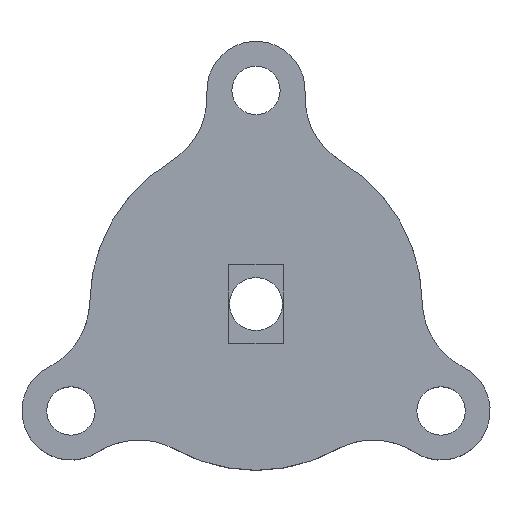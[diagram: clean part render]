
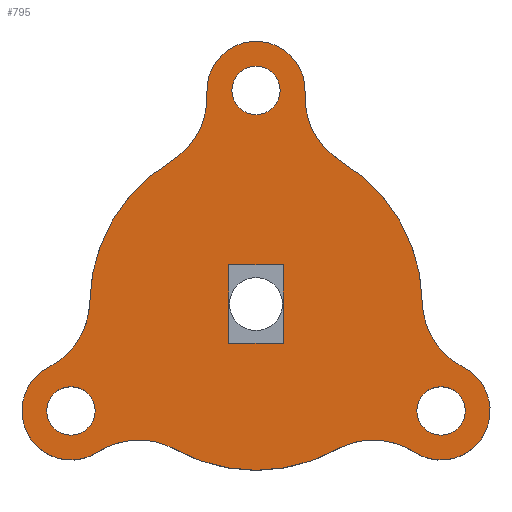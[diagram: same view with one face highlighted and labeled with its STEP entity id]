
A CAD part, top view. The second image highlights one B-rep face of the part: STEP entity #795.
In plain terms, the highlighted planar face has unit normal (0, 0, 1).
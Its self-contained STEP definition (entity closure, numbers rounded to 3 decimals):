
#33=FACE_BOUND('',#127,.T.);
#34=FACE_BOUND('',#128,.T.);
#35=FACE_BOUND('',#129,.T.);
#36=FACE_BOUND('',#130,.T.);
#44=PLANE('',#893);
#77=FACE_OUTER_BOUND('',#126,.T.);
#126=EDGE_LOOP('',(#633,#634,#635,#636,#637,#638,#639,#640,#641,#642,#643,
#644));
#127=EDGE_LOOP('',(#645));
#128=EDGE_LOOP('',(#646));
#129=EDGE_LOOP('',(#647));
#130=EDGE_LOOP('',(#648,#649,#650,#651));
#191=CIRCLE('',#840,5.);
#193=CIRCLE('',#843,5.);
#199=CIRCLE('',#851,11.);
#201=CIRCLE('',#853,11.);
#202=CIRCLE('',#854,11.);
#204=CIRCLE('',#857,5.);
#206=CIRCLE('',#860,5.);
#211=CIRCLE('',#868,3.25);
#212=CIRCLE('',#870,5.);
#214=CIRCLE('',#873,5.);
#219=CIRCLE('',#881,3.25);
#220=CIRCLE('',#883,1.6);
#221=CIRCLE('',#885,1.6);
#223=CIRCLE('',#888,1.6);
#224=CIRCLE('',#890,3.25);
#253=LINE('',#1428,#296);
#254=LINE('',#1430,#297);
#255=LINE('',#1432,#298);
#256=LINE('',#1433,#299);
#296=VECTOR('',#1058,1.);
#297=VECTOR('',#1059,1.);
#298=VECTOR('',#1060,1.);
#299=VECTOR('',#1061,1.);
#335=VERTEX_POINT('',#1259);
#336=VERTEX_POINT('',#1261);
#340=VERTEX_POINT('',#1279);
#341=VERTEX_POINT('',#1281);
#347=VERTEX_POINT('',#1307);
#348=VERTEX_POINT('',#1309);
#351=VERTEX_POINT('',#1315);
#352=VERTEX_POINT('',#1318);
#355=VERTEX_POINT('',#1325);
#357=VERTEX_POINT('',#1341);
#362=VERTEX_POINT('',#1367);
#364=VERTEX_POINT('',#1383);
#368=VERTEX_POINT('',#1408);
#369=VERTEX_POINT('',#1412);
#371=VERTEX_POINT('',#1418);
#372=VERTEX_POINT('',#1426);
#373=VERTEX_POINT('',#1427);
#374=VERTEX_POINT('',#1429);
#375=VERTEX_POINT('',#1431);
#415=EDGE_CURVE('',#335,#336,#191,.T.);
#420=EDGE_CURVE('',#340,#341,#193,.T.);
#430=EDGE_CURVE('',#347,#348,#199,.T.);
#434=EDGE_CURVE('',#351,#335,#201,.T.);
#435=EDGE_CURVE('',#341,#352,#202,.T.);
#439=EDGE_CURVE('',#355,#347,#204,.T.);
#442=EDGE_CURVE('',#352,#357,#206,.T.);
#449=EDGE_CURVE('',#355,#357,#211,.T.);
#451=EDGE_CURVE('',#362,#351,#212,.T.);
#454=EDGE_CURVE('',#348,#364,#214,.T.);
#461=EDGE_CURVE('',#362,#364,#219,.T.);
#463=EDGE_CURVE('',#368,#368,#220,.T.);
#465=EDGE_CURVE('',#369,#369,#221,.T.);
#468=EDGE_CURVE('',#371,#371,#223,.T.);
#469=EDGE_CURVE('',#340,#336,#224,.T.);
#471=EDGE_CURVE('',#372,#373,#253,.T.);
#472=EDGE_CURVE('',#374,#372,#254,.T.);
#473=EDGE_CURVE('',#375,#374,#255,.T.);
#474=EDGE_CURVE('',#373,#375,#256,.T.);
#633=ORIENTED_EDGE('',*,*,#449,.T.);
#634=ORIENTED_EDGE('',*,*,#442,.F.);
#635=ORIENTED_EDGE('',*,*,#435,.F.);
#636=ORIENTED_EDGE('',*,*,#420,.F.);
#637=ORIENTED_EDGE('',*,*,#469,.T.);
#638=ORIENTED_EDGE('',*,*,#415,.F.);
#639=ORIENTED_EDGE('',*,*,#434,.F.);
#640=ORIENTED_EDGE('',*,*,#451,.F.);
#641=ORIENTED_EDGE('',*,*,#461,.T.);
#642=ORIENTED_EDGE('',*,*,#454,.F.);
#643=ORIENTED_EDGE('',*,*,#430,.F.);
#644=ORIENTED_EDGE('',*,*,#439,.F.);
#645=ORIENTED_EDGE('',*,*,#463,.F.);
#646=ORIENTED_EDGE('',*,*,#465,.F.);
#647=ORIENTED_EDGE('',*,*,#468,.F.);
#648=ORIENTED_EDGE('',*,*,#471,.F.);
#649=ORIENTED_EDGE('',*,*,#472,.F.);
#650=ORIENTED_EDGE('',*,*,#473,.F.);
#651=ORIENTED_EDGE('',*,*,#474,.F.);
#795=ADVANCED_FACE('',(#77,#33,#34,#35,#36),#44,.T.);
#840=AXIS2_PLACEMENT_3D('',#1262,#935,#936);
#843=AXIS2_PLACEMENT_3D('',#1282,#943,#944);
#851=AXIS2_PLACEMENT_3D('',#1310,#962,#963);
#853=AXIS2_PLACEMENT_3D('',#1317,#968,#969);
#854=AXIS2_PLACEMENT_3D('',#1319,#970,#971);
#857=AXIS2_PLACEMENT_3D('',#1327,#978,#979);
#860=AXIS2_PLACEMENT_3D('',#1342,#984,#985);
#868=AXIS2_PLACEMENT_3D('',#1364,#1001,#1002);
#870=AXIS2_PLACEMENT_3D('',#1369,#1006,#1007);
#873=AXIS2_PLACEMENT_3D('',#1384,#1012,#1013);
#881=AXIS2_PLACEMENT_3D('',#1406,#1029,#1030);
#883=AXIS2_PLACEMENT_3D('',#1410,#1034,#1035);
#885=AXIS2_PLACEMENT_3D('',#1414,#1039,#1040);
#888=AXIS2_PLACEMENT_3D('',#1420,#1046,#1047);
#890=AXIS2_PLACEMENT_3D('',#1422,#1050,#1051);
#893=AXIS2_PLACEMENT_3D('',#1425,#1056,#1057);
#935=DIRECTION('center_axis',(0.,0.,1.));
#936=DIRECTION('ref_axis',(-0.848,-0.53,0.));
#943=DIRECTION('center_axis',(0.,0.,1.));
#944=DIRECTION('ref_axis',(0.035,0.999,0.));
#962=DIRECTION('center_axis',(0.,0.,-1.));
#963=DIRECTION('ref_axis',(1.,0.,0.));
#968=DIRECTION('center_axis',(0.,0.,-1.));
#969=DIRECTION('ref_axis',(1.,0.,0.));
#970=DIRECTION('center_axis',(0.,0.,-1.));
#971=DIRECTION('ref_axis',(1.,0.,0.));
#978=DIRECTION('center_axis',(0.,0.,1.));
#979=DIRECTION('ref_axis',(0.848,-0.53,0.));
#984=DIRECTION('center_axis',(0.,0.,1.));
#985=DIRECTION('ref_axis',(-0.035,0.999,0.));
#1001=DIRECTION('center_axis',(0.,0.,1.));
#1002=DIRECTION('ref_axis',(1.,0.,0.));
#1006=DIRECTION('center_axis',(0.,0.,1.));
#1007=DIRECTION('ref_axis',(-0.883,-0.47,0.));
#1012=DIRECTION('center_axis',(0.,0.,1.));
#1013=DIRECTION('ref_axis',(0.883,-0.47,0.));
#1029=DIRECTION('center_axis',(0.,0.,1.));
#1030=DIRECTION('ref_axis',(1.,0.,0.));
#1034=DIRECTION('center_axis',(0.,0.,1.));
#1035=DIRECTION('ref_axis',(1.,0.,0.));
#1039=DIRECTION('center_axis',(0.,0.,1.));
#1040=DIRECTION('ref_axis',(1.,0.,0.));
#1046=DIRECTION('center_axis',(0.,0.,1.));
#1047=DIRECTION('ref_axis',(1.,0.,0.));
#1050=DIRECTION('center_axis',(0.,0.,1.));
#1051=DIRECTION('ref_axis',(1.,0.,0.));
#1056=DIRECTION('center_axis',(0.,0.,1.));
#1057=DIRECTION('ref_axis',(1.,0.,0.));
#1058=DIRECTION('',(-1.,0.,0.));
#1059=DIRECTION('',(0.,1.,0.));
#1060=DIRECTION('',(1.,0.,0.));
#1061=DIRECTION('',(0.,-1.,0.));
#1259=CARTESIAN_POINT('',(10.998,0.191,9.));
#1261=CARTESIAN_POINT('',(13.725,-4.176,9.));
#1262=CARTESIAN_POINT('Origin',(15.998,0.277,9.));
#1279=CARTESIAN_POINT('',(10.479,-9.798,9.));
#1281=CARTESIAN_POINT('',(5.334,-9.62,9.));
#1282=CARTESIAN_POINT('Origin',(7.759,-13.993,9.));
#1307=CARTESIAN_POINT('',(-10.998,0.191,9.));
#1309=CARTESIAN_POINT('',(-5.664,9.43,9.));
#1310=CARTESIAN_POINT('Origin',(0.,0.,9.));
#1315=CARTESIAN_POINT('',(5.664,9.43,9.));
#1317=CARTESIAN_POINT('Origin',(0.,0.,9.));
#1318=CARTESIAN_POINT('',(-5.334,-9.62,9.));
#1319=CARTESIAN_POINT('Origin',(0.,0.,9.));
#1325=CARTESIAN_POINT('',(-13.725,-4.176,9.));
#1327=CARTESIAN_POINT('Origin',(-15.998,0.277,9.));
#1341=CARTESIAN_POINT('',(-10.479,-9.798,9.));
#1342=CARTESIAN_POINT('Origin',(-7.759,-13.993,9.));
#1364=CARTESIAN_POINT('Origin',(-12.247,-7.071,9.));
#1367=CARTESIAN_POINT('',(3.246,13.974,9.));
#1369=CARTESIAN_POINT('Origin',(8.239,13.716,9.));
#1383=CARTESIAN_POINT('',(-3.246,13.974,9.));
#1384=CARTESIAN_POINT('Origin',(-8.239,13.716,9.));
#1406=CARTESIAN_POINT('Origin',(0.,14.142,
9.));
#1408=CARTESIAN_POINT('',(-13.847,-7.071,9.));
#1410=CARTESIAN_POINT('Origin',(-12.247,-7.071,9.));
#1412=CARTESIAN_POINT('',(-1.6,14.142,9.));
#1414=CARTESIAN_POINT('Origin',(0.,14.142,
9.));
#1418=CARTESIAN_POINT('',(10.647,-7.071,9.));
#1420=CARTESIAN_POINT('Origin',(12.247,-7.071,9.));
#1422=CARTESIAN_POINT('Origin',(12.247,-7.071,9.));
#1425=CARTESIAN_POINT('Origin',(0.,0.,9.));
#1426=CARTESIAN_POINT('',(1.8,2.6,9.));
#1427=CARTESIAN_POINT('',(-1.8,2.6,9.));
#1428=CARTESIAN_POINT('',(2.6,2.6,9.));
#1429=CARTESIAN_POINT('',(1.8,-2.6,9.));
#1430=CARTESIAN_POINT('',(1.8,-7.1,9.));
#1431=CARTESIAN_POINT('',(-1.8,-2.6,9.));
#1432=CARTESIAN_POINT('',(-2.6,-2.6,9.));
#1433=CARTESIAN_POINT('',(-1.8,7.1,9.));
